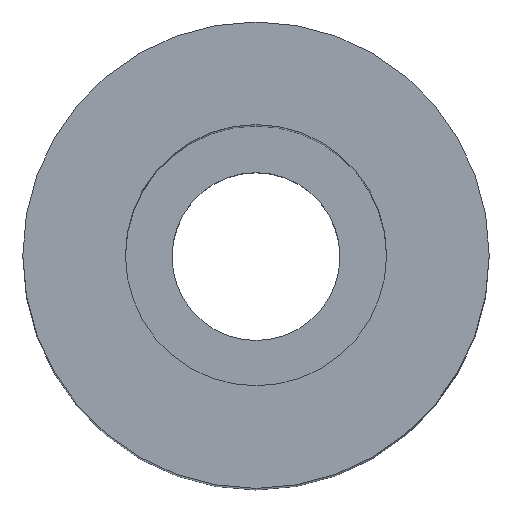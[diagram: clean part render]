
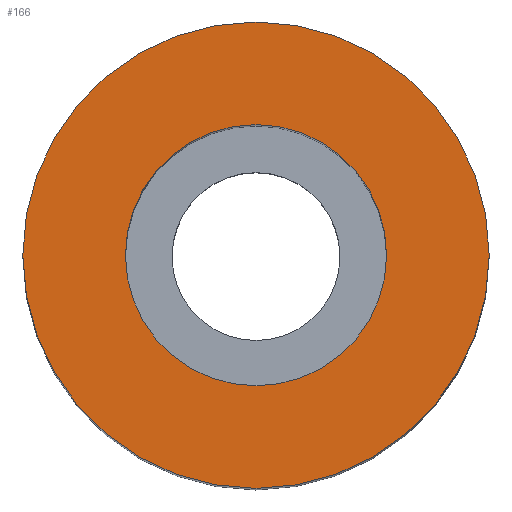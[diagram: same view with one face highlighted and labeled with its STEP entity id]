
A CAD part, top view. The second image highlights one B-rep face of the part: STEP entity #166.
In plain terms, the highlighted planar face has unit normal (0, 0, 1).
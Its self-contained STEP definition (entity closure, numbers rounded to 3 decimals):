
#3 = PLANE ( 'NONE',  #267 ) ;
#19 = CARTESIAN_POINT ( 'NONE',  ( 0., 0., 50. ) ) ;
#24 = FACE_BOUND ( 'NONE', #216, .T. ) ;
#29 = AXIS2_PLACEMENT_3D ( 'NONE', #184, #71, #46 ) ;
#46 = DIRECTION ( 'NONE',  ( 1., 0., 0. ) ) ;
#47 = EDGE_CURVE ( 'NONE', #109, #126, #187, .T. ) ;
#49 = CARTESIAN_POINT ( 'NONE',  ( 0., 0., 50. ) ) ;
#51 = DIRECTION ( 'NONE',  ( 0., 0., 1. ) ) ;
#59 = CARTESIAN_POINT ( 'NONE',  ( 7., 0., 50. ) ) ;
#60 = ORIENTED_EDGE ( 'NONE', *, *, #307, .F. ) ;
#63 = AXIS2_PLACEMENT_3D ( 'NONE', #19, #205, #65 ) ;
#65 = DIRECTION ( 'NONE',  ( 1., 0., 0. ) ) ;
#71 = DIRECTION ( 'NONE',  ( 0., 0., 1. ) ) ;
#73 = CIRCLE ( 'NONE', #29, 12.5 ) ;
#78 = EDGE_CURVE ( 'NONE', #194, #251, #73, .T. ) ;
#85 = AXIS2_PLACEMENT_3D ( 'NONE', #283, #328, #297 ) ;
#109 = VERTEX_POINT ( 'NONE', #282 ) ;
#110 = FACE_OUTER_BOUND ( 'NONE', #198, .T. ) ;
#112 = CARTESIAN_POINT ( 'NONE',  ( 12.5, 0., 50. ) ) ;
#120 = EDGE_CURVE ( 'NONE', #251, #194, #202, .T. ) ;
#126 = VERTEX_POINT ( 'NONE', #59 ) ;
#134 = DIRECTION ( 'NONE',  ( 1., 0., 0. ) ) ;
#144 = CARTESIAN_POINT ( 'NONE',  ( 12.5, 0., 50. ) ) ;
#150 = ORIENTED_EDGE ( 'NONE', *, *, #78, .T. ) ;
#151 = CARTESIAN_POINT ( 'NONE',  ( -12.5, 0., 50. ) ) ;
#166 = ADVANCED_FACE ( 'NONE', ( #24, #110 ), #3, .F. ) ;
#181 = CIRCLE ( 'NONE', #63, 7. ) ;
#184 = CARTESIAN_POINT ( 'NONE',  ( 0., 0., 50. ) ) ;
#187 = CIRCLE ( 'NONE', #85, 7. ) ;
#194 = VERTEX_POINT ( 'NONE', #151 ) ;
#198 = EDGE_LOOP ( 'NONE', ( #245, #150 ) ) ;
#202 = CIRCLE ( 'NONE', #206, 12.5 ) ;
#205 = DIRECTION ( 'NONE',  ( 0., 0., 1. ) ) ;
#206 = AXIS2_PLACEMENT_3D ( 'NONE', #49, #51, #134 ) ;
#208 = DIRECTION ( 'NONE',  ( 0., 0., -1. ) ) ;
#216 = EDGE_LOOP ( 'NONE', ( #60, #248 ) ) ;
#245 = ORIENTED_EDGE ( 'NONE', *, *, #120, .T. ) ;
#248 = ORIENTED_EDGE ( 'NONE', *, *, #47, .F. ) ;
#251 = VERTEX_POINT ( 'NONE', #144 ) ;
#267 = AXIS2_PLACEMENT_3D ( 'NONE', #112, #208, #305 ) ;
#282 = CARTESIAN_POINT ( 'NONE',  ( -7., 0., 50. ) ) ;
#283 = CARTESIAN_POINT ( 'NONE',  ( 0., 0., 50. ) ) ;
#297 = DIRECTION ( 'NONE',  ( 1., 0., 0. ) ) ;
#305 = DIRECTION ( 'NONE',  ( -1., 0., 0. ) ) ;
#307 = EDGE_CURVE ( 'NONE', #126, #109, #181, .T. ) ;
#328 = DIRECTION ( 'NONE',  ( 0., 0., 1. ) ) ;
